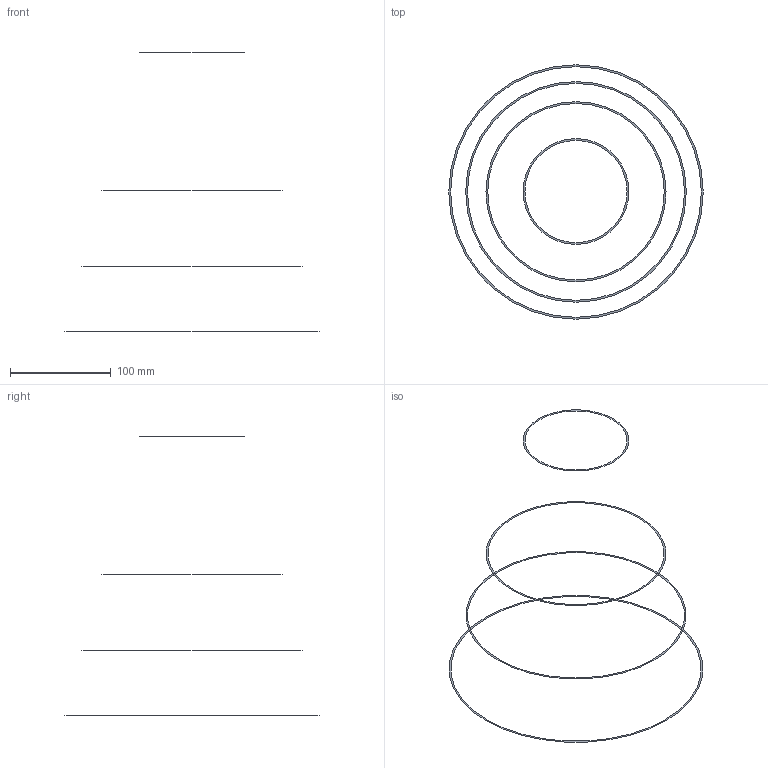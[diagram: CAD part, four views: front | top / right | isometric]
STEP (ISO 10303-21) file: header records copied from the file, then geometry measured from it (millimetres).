
FILE_DESCRIPTION(('CATIA V5 STEP Exchange'),'2;1');
FILE_NAME('Anillos.stp','2021-11-24T16:29:53+00:00',('none'),('none'),'CATIA Version 5 Release 21 GA (IN-10)','CATIA V5 STEP AP203','none');
FILE_SCHEMA(('CONFIG_CONTROL_DESIGN'));
Length unit declared in the file: millimetre
Products named in the file (1): Cono
Bounding box: 252.32 x 252.32 x 277.5 mm (x, y, z)
Surface area: 4295.1 mm2 (no closed solid volume)
Topology: 0 solids, 4 shells, 4 faces, 16 edges, 16 vertices
Faces by surface type: plane 4
Entity records: 224 total; most frequent: CARTESIAN_POINT 37, DIRECTION 24, AXIS2_PLACEMENT_3D 21, ORIENTED_EDGE 16, CIRCLE 16, EDGE_CURVE 16, VERTEX_POINT 16, EDGE_LOOP 8
